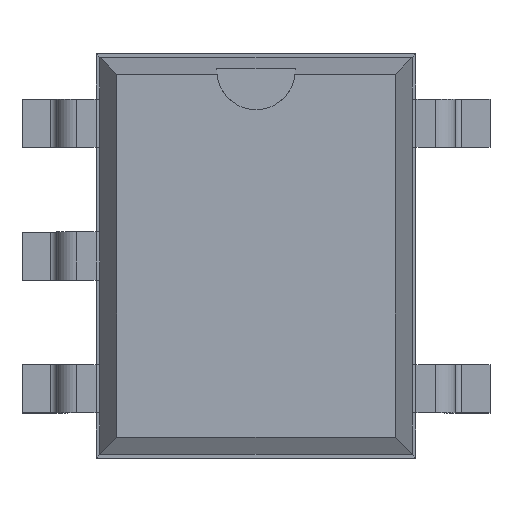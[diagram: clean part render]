
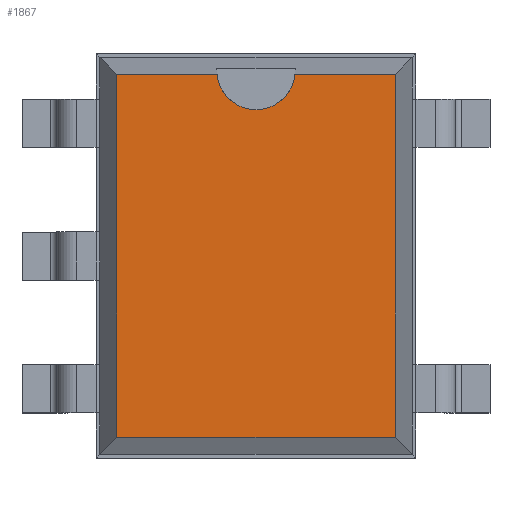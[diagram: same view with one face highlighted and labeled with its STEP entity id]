
A CAD part, top view. The second image highlights one B-rep face of the part: STEP entity #1867.
In plain terms, the highlighted planar face has unit normal (0, 0, 1).
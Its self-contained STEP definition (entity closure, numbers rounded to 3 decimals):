
#27=VECTOR('',#28,1.);
#28=DIRECTION('',(0.,1.,0.));
#34=VECTOR('',#35,1.);
#35=DIRECTION('',(-1.,0.,0.));
#41=VECTOR('',#42,1.);
#42=DIRECTION('',(0.,-1.,0.));
#46=VECTOR('',#47,1.);
#47=DIRECTION('',(1.,0.,0.));
#50=DIRECTION('',(0.,0.,-1.));
#530=DIRECTION('',(0.,0.,-1.));
#1287=VERTEX_POINT('',#1288);
#1288=CARTESIAN_POINT('',(2.661,3.471,3.68));
#1290=ORIENTED_EDGE('',*,*,#1291,.F.);
#1291=EDGE_CURVE('',#1292,#1287,#1294,.T.);
#1292=VERTEX_POINT('',#1293);
#1293=CARTESIAN_POINT('',(2.661,-3.471,3.68));
#1294=LINE('',#1293,#27);
#1502=VERTEX_POINT('',#1503);
#1503=CARTESIAN_POINT('',(-2.661,3.471,3.68));
#1505=ORIENTED_EDGE('',*,*,#1506,.F.);
#1506=EDGE_CURVE('',#1507,#1502,#1509,.T.);
#1507=VERTEX_POINT('',#1508);
#1508=CARTESIAN_POINT('',(-0.746,3.471,3.68));
#1509=LINE('',#1288,#34);
#1528=VERTEX_POINT('',#1529);
#1529=CARTESIAN_POINT('',(0.746,3.471,3.68));
#1535=ORIENTED_EDGE('',*,*,#1536,.F.);
#1536=EDGE_CURVE('',#1287,#1528,#1509,.T.);
#1553=VERTEX_POINT('',#1554);
#1554=CARTESIAN_POINT('',(-2.661,-3.471,3.68));
#1556=ORIENTED_EDGE('',*,*,#1557,.F.);
#1557=EDGE_CURVE('',#1502,#1553,#1558,.T.);
#1558=LINE('',#1503,#41);
#1862=ORIENTED_EDGE('',*,*,#1863,.F.);
#1863=EDGE_CURVE('',#1553,#1292,#1864,.T.);
#1864=LINE('',#1554,#46);
#1867=ADVANCED_FACE('',(#1868),#1879,.F.);
#1868=FACE_BOUND('',#1869,.F.);
#1869=EDGE_LOOP('',(#1290,#1862,#1556,#1505,#1870,#1877,#1535));
#1870=ORIENTED_EDGE('',*,*,#1871,.F.);
#1871=EDGE_CURVE('',#1872,#1507,#1874,.T.);
#1872=VERTEX_POINT('',#1873);
#1873=CARTESIAN_POINT('',(0.,2.796,3.68));
#1874=CIRCLE('',#1875,0.75);
#1875=AXIS2_PLACEMENT_3D('',#1876,#530,#42);
#1876=CARTESIAN_POINT('',(0.,3.546,3.68));
#1877=ORIENTED_EDGE('',*,*,#1878,.F.);
#1878=EDGE_CURVE('',#1528,#1872,#1874,.T.);
#1879=PLANE('',#1880);
#1880=AXIS2_PLACEMENT_3D('',#1293,#50,#1881);
#1881=DIRECTION('',(-0.608,0.794,0.));
